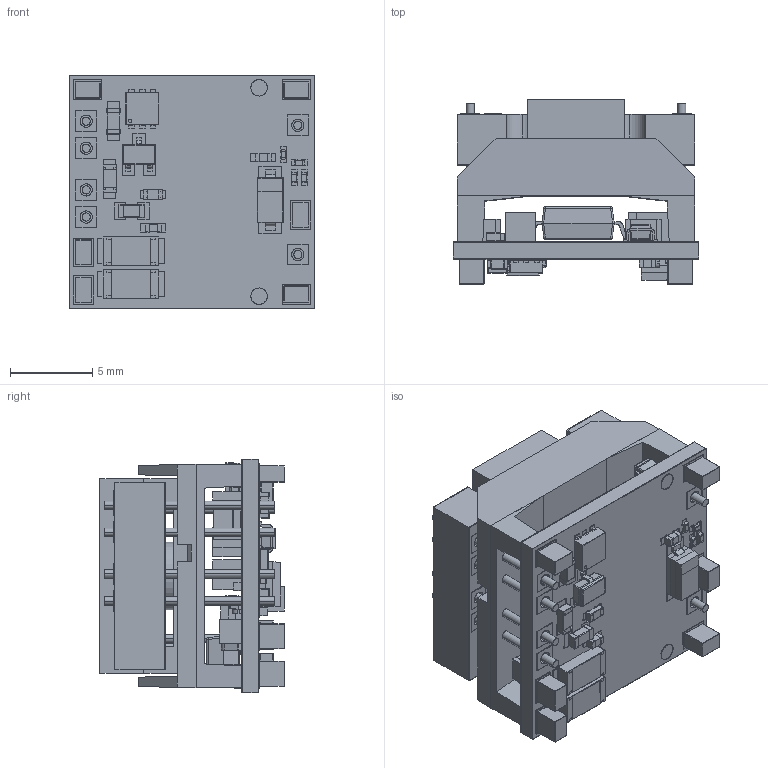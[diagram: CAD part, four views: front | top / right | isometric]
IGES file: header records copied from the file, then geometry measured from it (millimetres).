
Start section: SolidWorks IGES file using analytic representation for surfaces
Global section: file name: MTC2SM.IGS; native system: SolidWorks 2015; preprocessor: SolidWorks 2015; author: LFrancis; date: 160610.111818; units: millimetre
Bounding box: 14.99 x 11.27 x 14.22 mm (x, y, z)
Surface area: 4278.3 mm2 (no closed solid volume)
Topology: 0 solids, 0 shells, 3195 faces, 19259 edges, 19211 vertices
Faces by surface type: bspline 2724, revolution 471
